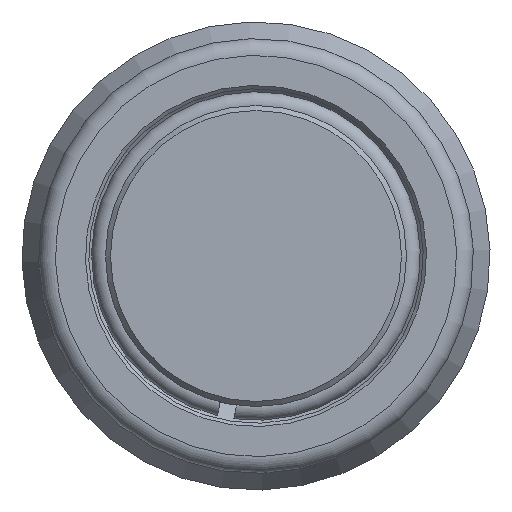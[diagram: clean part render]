
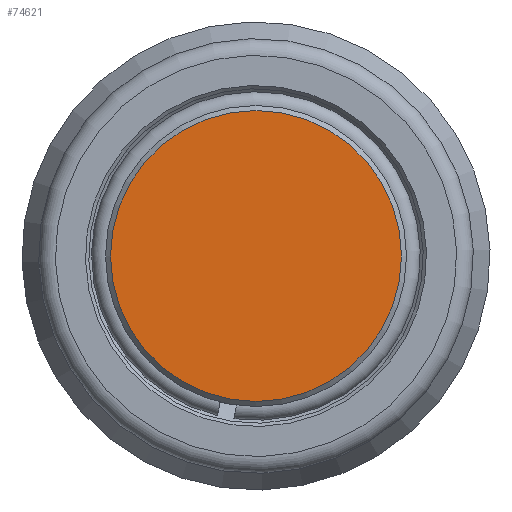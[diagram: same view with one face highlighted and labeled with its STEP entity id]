
A CAD part, left-side view. The second image highlights one B-rep face of the part: STEP entity #74621.
In plain terms, the highlighted planar face has unit normal (-1, 0, 0).
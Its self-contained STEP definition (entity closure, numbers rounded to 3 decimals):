
#74605=CARTESIAN_POINT('',(0.0,7.512,0.0));
#74606=DIRECTION('',(-1.0,0.0,0.0));
#74607=DIRECTION('',(0.0,0.0,1.0));
#74608=AXIS2_PLACEMENT_3D('',#74605,#74606,#74607);
#74609=PLANE('',#74608);
#74610=CARTESIAN_POINT('',(0.0,8.7,0.));
#74611=VERTEX_POINT('',#74610);
#74612=CARTESIAN_POINT('',(0.0,0.0,0.0));
#74613=DIRECTION('',(1.0,0.0,0.0));
#74614=DIRECTION('',(0.0,-1.0,0.0));
#74615=AXIS2_PLACEMENT_3D('',#74612,#74613,#74614);
#74616=CIRCLE('',#74615,8.7);
#74617=EDGE_CURVE('',#74611,#74611,#74616,.T.);
#74618=ORIENTED_EDGE('',*,*,#74617,.F.);
#74619=EDGE_LOOP('',(#74618));
#74620=FACE_OUTER_BOUND('',#74619,.T.);
#74621=ADVANCED_FACE('',(#74620),#74609,.T.);
